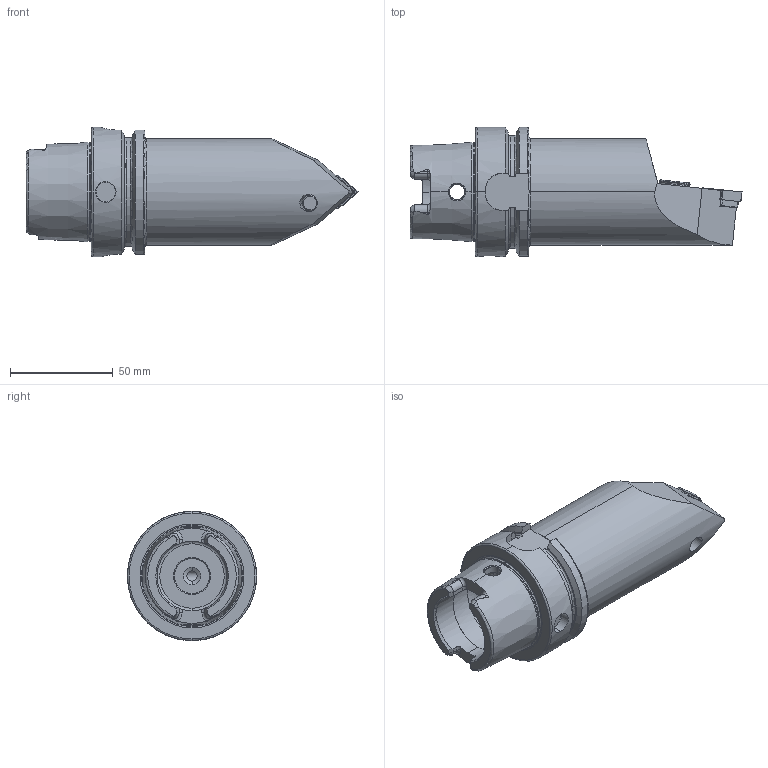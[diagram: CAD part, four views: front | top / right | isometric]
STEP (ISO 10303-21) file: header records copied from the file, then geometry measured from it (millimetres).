
FILE_DESCRIPTION (( 'STEP AP214' ), '1' );
FILE_NAME ('-PC..NMA.130-HP.STEP', '2021-12-03T12:11:00', ( '' ), ( '' ), 'SwSTEP 2.0', 'SolidWorks 2017', '' );
FILE_SCHEMA (( 'AUTOMOTIVE_DESIGN' ));
Length unit declared in the file: millimetre
Products named in the file (13): WCD-ER4.101.017_A; DIN 7991 - M5x15; DIN 3771 - 13x1; WCD-ER2.101.003_A; HA6-PCD.NMA.130-HP_E; -PC..NMA.130-HP; WCD-ER3.101.000_A; CHP-ER1.008.014_A; CNMG120404; CHP-ER1.015.006; ISO 8752 2x8; CHP-ER1.015.006_A; WCD-ER1.101.000
Assembly tree (12 placements, depth 3):
  -PC..NMA.130-HP
    HA6-PCD.NMA.130-HP_E
    WCD-ER1.101.000
    WCD-ER4.101.017_A
    CHP-ER1.015.006
      CHP-ER1.015.006_A
      DIN 3771 - 13x1
      DIN 7991 - M5x15
    CHP-ER1.008.014_A
    WCD-ER2.101.003_A
    WCD-ER3.101.000_A
    ISO 8752 2x8
    CNMG120404
Bounding box: 161.9 x 63 x 63 mm (x, y, z)
Volume: 238240.4 mm3; surface area: 42461.7 mm2
Topology: 11 solids, 11 shells, 494 faces, 1228 edges, 744 vertices
Faces by surface type: plane 160, cylinder 137, cone 121, torus 52, bspline 24
Entity records: 17797 total; most frequent: CARTESIAN_POINT 5249, ORIENTED_EDGE 2420, DIRECTION 2339, EDGE_CURVE 1210, AXIS2_PLACEMENT_3D 913, VERTEX_POINT 744, EDGE_LOOP 522, LINE 513
